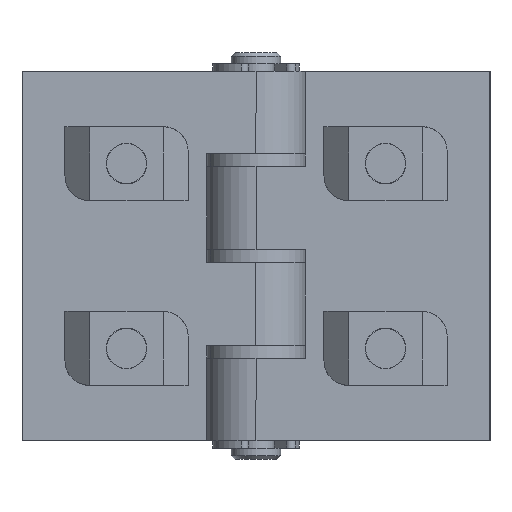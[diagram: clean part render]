
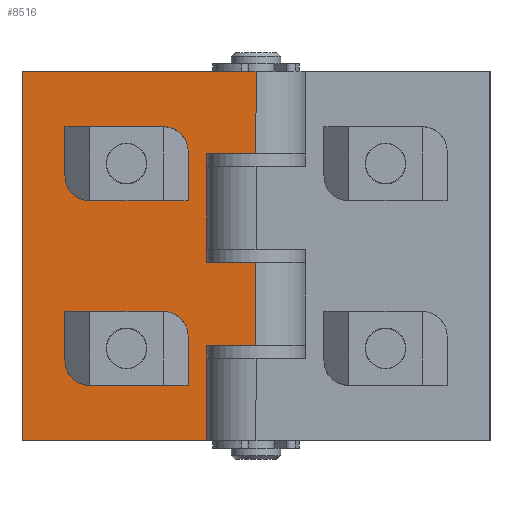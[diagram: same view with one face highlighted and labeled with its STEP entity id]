
A CAD part, front view. The second image highlights one B-rep face of the part: STEP entity #8516.
In plain terms, the highlighted planar face has unit normal (0, -1, 0).
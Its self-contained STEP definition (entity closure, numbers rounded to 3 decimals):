
#200 = VERTEX_POINT ( 'NONE', #6010 ) ;
#258 = VERTEX_POINT ( 'NONE', #6138 ) ;
#430 = VERTEX_POINT ( 'NONE', #5954 ) ;
#462 = VERTEX_POINT ( 'NONE', #1167 ) ;
#502 = VERTEX_POINT ( 'NONE', #1102 ) ;
#590 = VERTEX_POINT ( 'NONE', #1211 ) ;
#591 = VERTEX_POINT ( 'NONE', #1202 ) ;
#592 = VERTEX_POINT ( 'NONE', #1212 ) ;
#753 = AXIS2_PLACEMENT_3D ( 'NONE', #8481, #8478, #8477 ) ;
#963 = VECTOR ( 'NONE', #2784, 1000. ) ;
#966 = LINE ( 'NONE', #2781, #963 ) ;
#1102 = CARTESIAN_POINT ( 'NONE',  ( 3.835, -3.723, 15. ) ) ;
#1167 = CARTESIAN_POINT ( 'NONE',  ( -0.165, -3.723, -7.3 ) ) ;
#1202 = CARTESIAN_POINT ( 'NONE',  ( -0.165, -3.723, -0.5 ) ) ;
#1211 = CARTESIAN_POINT ( 'NONE',  ( -15.165, -3.723, -15. ) ) ;
#1212 = CARTESIAN_POINT ( 'NONE',  ( 3.835, -3.723, -7.3 ) ) ;
#2004 = EDGE_CURVE ( 'NONE', #8227, #502, #966, .T. ) ;
#2044 = EDGE_CURVE ( 'NONE', #2367, #8272, #2853, .T. ) ;
#2045 = EDGE_CURVE ( 'NONE', #200, #592, #2852, .T. ) ;
#2048 = EDGE_CURVE ( 'NONE', #8332, #430, #2847, .T. ) ;
#2051 = EDGE_CURVE ( 'NONE', #502, #8233, #2842, .T. ) ;
#2053 = EDGE_CURVE ( 'NONE', #2394, #591, #2841, .T. ) ;
#2092 = EDGE_CURVE ( 'NONE', #591, #200, #8063, .T. ) ;
#2099 = EDGE_CURVE ( 'NONE', #462, #258, #8049, .T. ) ;
#2103 = EDGE_CURVE ( 'NONE', #592, #462, #8042, .T. ) ;
#2109 = EDGE_CURVE ( 'NONE', #8227, #590, #8032, .T. ) ;
#2110 = EDGE_CURVE ( 'NONE', #430, #8332, #8034, .T. ) ;
#2115 = EDGE_CURVE ( 'NONE', #590, #258, #8022, .T. ) ;
#2134 = EDGE_CURVE ( 'NONE', #8272, #2367, #8014, .T. ) ;
#2146 = EDGE_CURVE ( 'NONE', #8233, #2394, #7978, .T. ) ;
#2367 = VERTEX_POINT ( 'NONE', #8398 ) ;
#2394 = VERTEX_POINT ( 'NONE', #8367 ) ;
#2781 = CARTESIAN_POINT ( 'NONE',  ( 3.835, -3.723, 15. ) ) ;
#2784 = DIRECTION ( 'NONE',  ( 1., 0., 0. ) ) ;
#2837 = VECTOR ( 'NONE', #6295, 1000. ) ;
#2840 = VECTOR ( 'NONE', #6235, 1000. ) ;
#2841 = LINE ( 'NONE', #6287, #2837 ) ;
#2842 = LINE ( 'NONE', #6244, #2840 ) ;
#2847 = CIRCLE ( 'NONE', #8094, 2.25 ) ;
#2849 = VECTOR ( 'NONE', #6218, 1000. ) ;
#2852 = LINE ( 'NONE', #6425, #2849 ) ;
#2853 = CIRCLE ( 'NONE', #8096, 2.25 ) ;
#3053 = CARTESIAN_POINT ( 'NONE',  ( 3.835, -3.723, 8.3 ) ) ;
#3057 = CARTESIAN_POINT ( 'NONE',  ( -15.165, -3.723, 15. ) ) ;
#3100 = CARTESIAN_POINT ( 'NONE',  ( -6.679, -3.723, -9.75 ) ) ;
#3160 = CARTESIAN_POINT ( 'NONE',  ( -6.679, -3.723, 9.75 ) ) ;
#3231 = DIRECTION ( 'NONE',  ( 0., 1., 0. ) ) ;
#3237 = CARTESIAN_POINT ( 'NONE',  ( 3.835, -3.723, 15. ) ) ;
#3239 = PLANE ( 'NONE',  #4490 ) ;
#3241 = DIRECTION ( 'NONE',  ( -1., 0., 0. ) ) ;
#3620 = ORIENTED_EDGE ( 'NONE', *, *, #2099, .F. ) ;
#3621 = ORIENTED_EDGE ( 'NONE', *, *, #2115, .T. ) ;
#3644 = ORIENTED_EDGE ( 'NONE', *, *, #2109, .T. ) ;
#3645 = ORIENTED_EDGE ( 'NONE', *, *, #2045, .F. ) ;
#3646 = ORIENTED_EDGE ( 'NONE', *, *, #2004, .F. ) ;
#4490 = AXIS2_PLACEMENT_3D ( 'NONE', #3237, #3231, #3241 ) ;
#4548 = EDGE_LOOP ( 'NONE', ( #7861, #7842, #7821, #3646, #3644, #3621, #3620, #7744, #3645, #7747 ) ) ;
#4866 = EDGE_LOOP ( 'NONE', ( #7863, #7858 ) ) ;
#4899 = EDGE_LOOP ( 'NONE', ( #7865, #7862 ) ) ;
#5833 = FACE_BOUND ( 'NONE', #4899, .T. ) ;
#5834 = FACE_OUTER_BOUND ( 'NONE', #4548, .T. ) ;
#5836 = FACE_BOUND ( 'NONE', #4866, .T. ) ;
#5954 = CARTESIAN_POINT ( 'NONE',  ( -6.679, -3.723, 5.25 ) ) ;
#6010 = CARTESIAN_POINT ( 'NONE',  ( 3.835, -3.723, -0.5 ) ) ;
#6138 = CARTESIAN_POINT ( 'NONE',  ( -0.165, -3.723, -15. ) ) ;
#6212 = DIRECTION ( 'NONE',  ( 0., 0., 1. ) ) ;
#6218 = DIRECTION ( 'NONE',  ( 0., 0., -1. ) ) ;
#6235 = DIRECTION ( 'NONE',  ( 0., 0., -1. ) ) ;
#6244 = CARTESIAN_POINT ( 'NONE',  ( 3.835, -3.723, 15. ) ) ;
#6247 = CARTESIAN_POINT ( 'NONE',  ( -6.679, -3.723, 7.5 ) ) ;
#6249 = DIRECTION ( 'NONE',  ( 0., 0., 1. ) ) ;
#6250 = DIRECTION ( 'NONE',  ( 0., 1., 0. ) ) ;
#6270 = CARTESIAN_POINT ( 'NONE',  ( -15.165, -3.723, 15. ) ) ;
#6287 = CARTESIAN_POINT ( 'NONE',  ( -0.165, -3.723, 8.3 ) ) ;
#6291 = CARTESIAN_POINT ( 'NONE',  ( 3.835, -3.723, -15. ) ) ;
#6295 = DIRECTION ( 'NONE',  ( 0., 0., -1. ) ) ;
#6343 = DIRECTION ( 'NONE',  ( 0., 0., -1. ) ) ;
#6348 = DIRECTION ( 'NONE',  ( 0., 0., 1. ) ) ;
#6350 = DIRECTION ( 'NONE',  ( 0., 1., 0. ) ) ;
#6354 = DIRECTION ( 'NONE',  ( 1., 0., 0. ) ) ;
#6358 = DIRECTION ( 'NONE',  ( -1., 0., 0. ) ) ;
#6362 = CARTESIAN_POINT ( 'NONE',  ( -6.679, -3.723, 7.5 ) ) ;
#6366 = CARTESIAN_POINT ( 'NONE',  ( -0.165, -3.723, -7.3 ) ) ;
#6371 = DIRECTION ( 'NONE',  ( 1., 0., 0. ) ) ;
#6373 = CARTESIAN_POINT ( 'NONE',  ( -0.165, -3.723, -15. ) ) ;
#6377 = CARTESIAN_POINT ( 'NONE',  ( -0.165, -3.723, -0.5 ) ) ;
#6390 = DIRECTION ( 'NONE',  ( 0., 0., -1. ) ) ;
#6397 = DIRECTION ( 'NONE',  ( 0., 1., 0. ) ) ;
#6414 = CARTESIAN_POINT ( 'NONE',  ( -6.679, -3.723, -7.5 ) ) ;
#6425 = CARTESIAN_POINT ( 'NONE',  ( 3.835, -3.723, 15. ) ) ;
#7744 = ORIENTED_EDGE ( 'NONE', *, *, #2103, .F. ) ;
#7747 = ORIENTED_EDGE ( 'NONE', *, *, #2092, .F. ) ;
#7821 = ORIENTED_EDGE ( 'NONE', *, *, #2051, .F. ) ;
#7842 = ORIENTED_EDGE ( 'NONE', *, *, #2146, .F. ) ;
#7858 = ORIENTED_EDGE ( 'NONE', *, *, #2134, .T. ) ;
#7861 = ORIENTED_EDGE ( 'NONE', *, *, #2053, .F. ) ;
#7862 = ORIENTED_EDGE ( 'NONE', *, *, #2110, .T. ) ;
#7863 = ORIENTED_EDGE ( 'NONE', *, *, #2044, .T. ) ;
#7865 = ORIENTED_EDGE ( 'NONE', *, *, #2048, .T. ) ;
#7971 = AXIS2_PLACEMENT_3D ( 'NONE', #6362, #6350, #6348 ) ;
#7975 = VECTOR ( 'NONE', #8437, 1000. ) ;
#7978 = LINE ( 'NONE', #8440, #7975 ) ;
#8014 = CIRCLE ( 'NONE', #753, 2.25 ) ;
#8020 = VECTOR ( 'NONE', #6371, 1000. ) ;
#8022 = LINE ( 'NONE', #6291, #8020 ) ;
#8030 = VECTOR ( 'NONE', #6343, 1000. ) ;
#8032 = LINE ( 'NONE', #6270, #8030 ) ;
#8034 = CIRCLE ( 'NONE', #7971, 2.25 ) ;
#8039 = VECTOR ( 'NONE', #6358, 1000. ) ;
#8042 = LINE ( 'NONE', #6366, #8039 ) ;
#8047 = VECTOR ( 'NONE', #6390, 1000. ) ;
#8049 = LINE ( 'NONE', #6373, #8047 ) ;
#8058 = VECTOR ( 'NONE', #6354, 1000. ) ;
#8063 = LINE ( 'NONE', #6377, #8058 ) ;
#8094 = AXIS2_PLACEMENT_3D ( 'NONE', #6247, #6250, #6249 ) ;
#8096 = AXIS2_PLACEMENT_3D ( 'NONE', #6414, #6397, #6212 ) ;
#8227 = VERTEX_POINT ( 'NONE', #3057 ) ;
#8233 = VERTEX_POINT ( 'NONE', #3053 ) ;
#8272 = VERTEX_POINT ( 'NONE', #3100 ) ;
#8332 = VERTEX_POINT ( 'NONE', #3160 ) ;
#8367 = CARTESIAN_POINT ( 'NONE',  ( -0.165, -3.723, 8.3 ) ) ;
#8398 = CARTESIAN_POINT ( 'NONE',  ( -6.679, -3.723, -5.25 ) ) ;
#8437 = DIRECTION ( 'NONE',  ( -1., 0., 0. ) ) ;
#8440 = CARTESIAN_POINT ( 'NONE',  ( -0.165, -3.723, 8.3 ) ) ;
#8477 = DIRECTION ( 'NONE',  ( 0., 0., 1. ) ) ;
#8478 = DIRECTION ( 'NONE',  ( 0., 1., 0. ) ) ;
#8481 = CARTESIAN_POINT ( 'NONE',  ( -6.679, -3.723, -7.5 ) ) ;
#8516 = ADVANCED_FACE ( 'NONE', ( #5833, #5836, #5834 ), #3239, .F. ) ;
